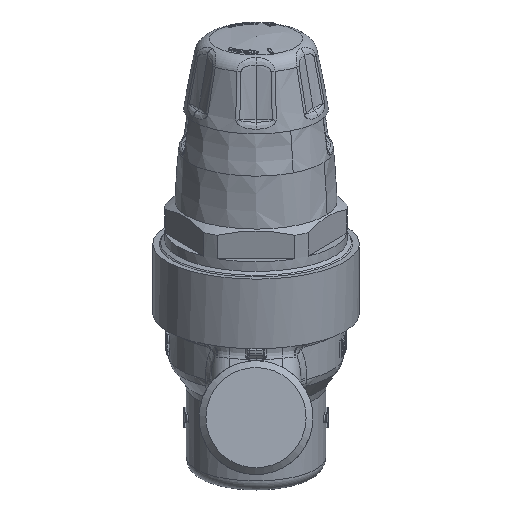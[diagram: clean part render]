
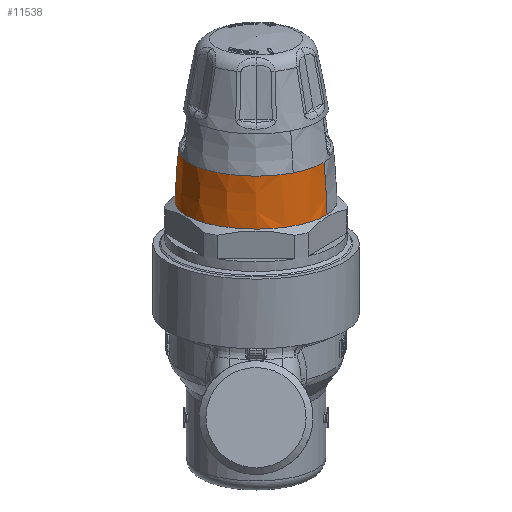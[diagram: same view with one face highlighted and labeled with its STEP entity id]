
A CAD part, front view. The second image highlights one B-rep face of the part: STEP entity #11538.
In plain terms, the highlighted free-form (B-spline) face has degree [3, 2] with [4, 11] control points.
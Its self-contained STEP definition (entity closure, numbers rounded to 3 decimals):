
#1704=(
BOUNDED_SURFACE()
B_SPLINE_SURFACE(3,2,((#16518,#16519,#16520,#16521,#16522,#16523,#16524,
#16525,#16526,#16527,#16528),(#16529,#16530,#16531,#16532,#16533,#16534,
#16535,#16536,#16537,#16538,#16539),(#16540,#16541,#16542,#16543,#16544,
#16545,#16546,#16547,#16548,#16549,#16550),(#16551,#16552,#16553,#16554,
#16555,#16556,#16557,#16558,#16559,#16560,#16561)),.UNSPECIFIED.,.F.,.T.,
 .F.)
B_SPLINE_SURFACE_WITH_KNOTS((4,4),(3,2,2,2,2,3),(7.588,23.622),
(5.77,6.283,7.854,9.425,10.996,
12.053),.UNSPECIFIED.)
GEOMETRIC_REPRESENTATION_ITEM()
RATIONAL_B_SPLINE_SURFACE(((0.871,0.904,1.,0.707,
1.,0.707,1.,0.707,1.,0.803,0.871),
(0.871,0.904,1.,0.707,1.,0.707,
1.,0.707,1.,0.803,0.871),(0.871,
0.904,1.,0.707,1.,0.707,1.,0.707,
1.,0.803,0.871),(0.871,0.904,
1.,0.707,1.,0.707,1.,0.707,1.,0.803,
0.871)))
REPRESENTATION_ITEM('')
SURFACE()
);
#2030=FACE_OUTER_BOUND('',#2771,.T.);
#2771=EDGE_LOOP('',(#7847,#7848,#7849,#7850,#7851));
#4196=CIRCLE('',#12305,23.5);
#4197=CIRCLE('',#12306,250.021);
#4198=CIRCLE('',#12307,22.5);
#4199=CIRCLE('',#12308,22.5);
#4200=CIRCLE('',#12309,250.021);
#4887=VERTEX_POINT('',#16562);
#4888=VERTEX_POINT('',#16563);
#4889=VERTEX_POINT('',#16565);
#4890=VERTEX_POINT('',#16567);
#4891=VERTEX_POINT('',#16569);
#6004=EDGE_CURVE('',#4887,#4888,#4196,.T.);
#6005=EDGE_CURVE('',#4887,#4889,#4197,.T.);
#6006=EDGE_CURVE('',#4890,#4889,#4198,.F.);
#6007=EDGE_CURVE('',#4891,#4890,#4199,.F.);
#6008=EDGE_CURVE('',#4888,#4891,#4200,.T.);
#7847=ORIENTED_EDGE('',*,*,#6004,.F.);
#7848=ORIENTED_EDGE('',*,*,#6005,.T.);
#7849=ORIENTED_EDGE('',*,*,#6006,.F.);
#7850=ORIENTED_EDGE('',*,*,#6007,.F.);
#7851=ORIENTED_EDGE('',*,*,#6008,.F.);
#11538=ADVANCED_FACE('',(#2030),#1704,.F.);
#12305=AXIS2_PLACEMENT_3D('',#16564,#13607,#13608);
#12306=AXIS2_PLACEMENT_3D('',#16566,#13609,#13610);
#12307=AXIS2_PLACEMENT_3D('',#16568,#13611,#13612);
#12308=AXIS2_PLACEMENT_3D('',#16570,#13613,#13614);
#12309=AXIS2_PLACEMENT_3D('',#16571,#13615,#13616);
#13607=DIRECTION('center_axis',(0.,0.342,
-0.94));
#13608=DIRECTION('ref_axis',(1.,0.,0.));
#13609=DIRECTION('center_axis',(-0.479,-0.825,-0.3));
#13610=DIRECTION('ref_axis',(0.874,-0.481,-0.075));
#13611=DIRECTION('center_axis',(0.,0.342,
-0.94));
#13612=DIRECTION('ref_axis',(1.,0.,0.));
#13613=DIRECTION('center_axis',(0.,0.342,
-0.94));
#13614=DIRECTION('ref_axis',(1.,0.,0.));
#13615=DIRECTION('center_axis',(0.479,0.825,0.3));
#13616=DIRECTION('ref_axis',(-0.874,0.416,0.252));
#16518=CARTESIAN_POINT('Ctrl Pts',(-20.623,-12.262,
66.63));
#16519=CARTESIAN_POINT('Ctrl Pts',(-23.5,-17.21,
64.829));
#16520=CARTESIAN_POINT('Ctrl Pts',(-23.5,-22.849,62.776));
#16521=CARTESIAN_POINT('Ctrl Pts',(-23.5,-44.931,
54.739));
#16522=CARTESIAN_POINT('Ctrl Pts',(0.,-44.931,
54.739));
#16523=CARTESIAN_POINT('Ctrl Pts',(23.5,-44.931,54.739));
#16524=CARTESIAN_POINT('Ctrl Pts',(23.5,-22.849,62.776));
#16525=CARTESIAN_POINT('Ctrl Pts',(23.5,-0.766,
70.814));
#16526=CARTESIAN_POINT('Ctrl Pts',(0.,-0.766,
70.814));
#16527=CARTESIAN_POINT('Ctrl Pts',(-13.94,-0.766,
70.814));
#16528=CARTESIAN_POINT('Ctrl Pts',(-20.623,-12.262,
66.63));
#16529=CARTESIAN_POINT('Ctrl Pts',(-20.481,-14.162,
71.623));
#16530=CARTESIAN_POINT('Ctrl Pts',(-23.338,-19.076,
69.834));
#16531=CARTESIAN_POINT('Ctrl Pts',(-23.338,-24.676,67.796));
#16532=CARTESIAN_POINT('Ctrl Pts',(-23.338,-46.606,
59.814));
#16533=CARTESIAN_POINT('Ctrl Pts',(0.,-46.606,
59.814));
#16534=CARTESIAN_POINT('Ctrl Pts',(23.338,-46.606,59.814));
#16535=CARTESIAN_POINT('Ctrl Pts',(23.338,-24.676,67.796));
#16536=CARTESIAN_POINT('Ctrl Pts',(23.338,-2.745,75.778));
#16537=CARTESIAN_POINT('Ctrl Pts',(0.,-2.745,
75.778));
#16538=CARTESIAN_POINT('Ctrl Pts',(-13.844,-2.745,
75.778));
#16539=CARTESIAN_POINT('Ctrl Pts',(-20.481,-14.162,
71.623));
#16540=CARTESIAN_POINT('Ctrl Pts',(-20.188,-16.137,
76.584));
#16541=CARTESIAN_POINT('Ctrl Pts',(-23.004,-20.981,74.82));
#16542=CARTESIAN_POINT('Ctrl Pts',(-23.004,-26.501,72.811));
#16543=CARTESIAN_POINT('Ctrl Pts',(-23.004,-48.118,
64.944));
#16544=CARTESIAN_POINT('Ctrl Pts',(0.,-48.118,
64.944));
#16545=CARTESIAN_POINT('Ctrl Pts',(23.004,-48.118,64.944));
#16546=CARTESIAN_POINT('Ctrl Pts',(23.004,-26.501,72.811));
#16547=CARTESIAN_POINT('Ctrl Pts',(23.004,-4.884,80.679));
#16548=CARTESIAN_POINT('Ctrl Pts',(0.,-4.884,
80.679));
#16549=CARTESIAN_POINT('Ctrl Pts',(-13.646,-4.884,
80.679));
#16550=CARTESIAN_POINT('Ctrl Pts',(-20.188,-16.137,
76.584));
#16551=CARTESIAN_POINT('Ctrl Pts',(-19.746,-18.184,
81.501));
#16552=CARTESIAN_POINT('Ctrl Pts',(-22.5,-22.922,79.776));
#16553=CARTESIAN_POINT('Ctrl Pts',(-22.5,-28.321,77.811));
#16554=CARTESIAN_POINT('Ctrl Pts',(-22.5,-49.464,
70.116));
#16555=CARTESIAN_POINT('Ctrl Pts',(0.,-49.464,
70.116));
#16556=CARTESIAN_POINT('Ctrl Pts',(22.5,-49.464,70.116));
#16557=CARTESIAN_POINT('Ctrl Pts',(22.5,-28.321,77.811));
#16558=CARTESIAN_POINT('Ctrl Pts',(22.5,-7.178,85.507));
#16559=CARTESIAN_POINT('Ctrl Pts',(0.,-7.178,
85.507));
#16560=CARTESIAN_POINT('Ctrl Pts',(-13.347,-7.178,
85.507));
#16561=CARTESIAN_POINT('Ctrl Pts',(-19.746,-18.184,
81.501));
#16562=CARTESIAN_POINT('',(20.623,-33.436,58.923));
#16563=CARTESIAN_POINT('',(-20.623,-12.262,66.63));
#16564=CARTESIAN_POINT('Origin',(0.,-22.849,62.776));
#16565=CARTESIAN_POINT('',(19.746,-38.458,74.122));
#16566=CARTESIAN_POINT('Origin',(-198.69,81.745,92.771));
#16567=CARTESIAN_POINT('',(10.787,-46.876,71.058));
#16568=CARTESIAN_POINT('Origin',(0.,-28.321,77.811));
#16569=CARTESIAN_POINT('',(-19.746,-18.184,81.501));
#16570=CARTESIAN_POINT('Origin',(0.,-28.321,77.811));
#16571=CARTESIAN_POINT('Origin',(198.69,-122.252,18.521));
